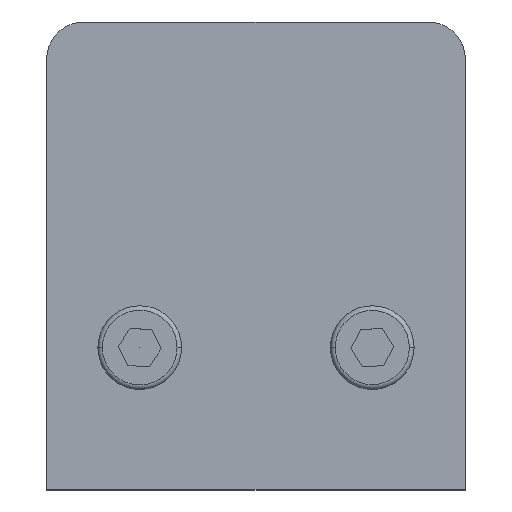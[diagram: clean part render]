
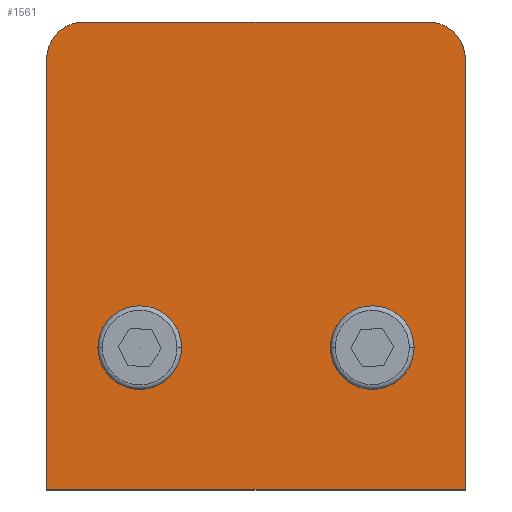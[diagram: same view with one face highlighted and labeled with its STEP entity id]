
A CAD part, top view. The second image highlights one B-rep face of the part: STEP entity #1561.
In plain terms, the highlighted planar face has unit normal (0, 0, 1).
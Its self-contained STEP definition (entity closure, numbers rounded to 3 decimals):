
#26 = DIRECTION ( 'NONE',  ( 0., 1., 0. ) ) ;
#77 = EDGE_CURVE ( 'NONE', #3183, #2686, #1217, .T. ) ;
#80 = CARTESIAN_POINT ( 'NONE',  ( 22.5, -12.759, 20.75 ) ) ;
#96 = AXIS2_PLACEMENT_3D ( 'NONE', #1856, #3484, #1197 ) ;
#118 = VERTEX_POINT ( 'NONE', #1023 ) ;
#230 = CARTESIAN_POINT ( 'NONE',  ( 22.5, 37.5, 20.75 ) ) ;
#256 = VERTEX_POINT ( 'NONE', #2930 ) ;
#364 = DIRECTION ( 'NONE',  ( 0., 0., 1. ) ) ;
#374 = ORIENTED_EDGE ( 'NONE', *, *, #77, .F. ) ;
#477 = DIRECTION ( 'NONE',  ( 0., 0., -1. ) ) ;
#514 = CARTESIAN_POINT ( 'NONE',  ( -42.5, -12.759, 20.75 ) ) ;
#578 = EDGE_CURVE ( 'NONE', #878, #3635, #1149, .T. ) ;
#580 = DIRECTION ( 'NONE',  ( 0., 1., 0. ) ) ;
#593 = FACE_BOUND ( 'NONE', #2055, .T. ) ;
#628 = AXIS2_PLACEMENT_3D ( 'NONE', #2012, #1774, #580 ) ;
#683 = VECTOR ( 'NONE', #2690, 1000. ) ;
#740 = VERTEX_POINT ( 'NONE', #80 ) ;
#754 = VERTEX_POINT ( 'NONE', #901 ) ;
#784 = DIRECTION ( 'NONE',  ( 0., 0., 1. ) ) ;
#789 = VERTEX_POINT ( 'NONE', #2195 ) ;
#805 = DIRECTION ( 'NONE',  ( -1., 0., 0. ) ) ;
#875 = CARTESIAN_POINT ( 'NONE',  ( 22.5, 37.5, 20.75 ) ) ;
#878 = VERTEX_POINT ( 'NONE', #1595 ) ;
#901 = CARTESIAN_POINT ( 'NONE',  ( 22.5, 33.5, 20.75 ) ) ;
#913 = VECTOR ( 'NONE', #2807, 1000. ) ;
#915 = EDGE_LOOP ( 'NONE', ( #3248, #374 ) ) ;
#935 = CARTESIAN_POINT ( 'NONE',  ( -12.5, 2.5, 20.75 ) ) ;
#992 = CIRCLE ( 'NONE', #1474, 4. ) ;
#1023 = CARTESIAN_POINT ( 'NONE',  ( -22.5, 33.5, 20.75 ) ) ;
#1030 = FACE_OUTER_BOUND ( 'NONE', #1734, .T. ) ;
#1046 = EDGE_CURVE ( 'NONE', #3635, #118, #2611, .T. ) ;
#1051 = CARTESIAN_POINT ( 'NONE',  ( 18.5, 33.5, 20.75 ) ) ;
#1084 = EDGE_CURVE ( 'NONE', #789, #3448, #2500, .T. ) ;
#1149 = LINE ( 'NONE', #2239, #2575 ) ;
#1153 = PLANE ( 'NONE',  #1604 ) ;
#1197 = DIRECTION ( 'NONE',  ( 1., 0., 0. ) ) ;
#1201 = EDGE_CURVE ( 'NONE', #754, #740, #2815, .T. ) ;
#1217 = CIRCLE ( 'NONE', #3146, 4.5 ) ;
#1266 = ORIENTED_EDGE ( 'NONE', *, *, #3115, .T. ) ;
#1377 = ORIENTED_EDGE ( 'NONE', *, *, #1084, .F. ) ;
#1419 = AXIS2_PLACEMENT_3D ( 'NONE', #935, #364, #2650 ) ;
#1474 = AXIS2_PLACEMENT_3D ( 'NONE', #1051, #2786, #26 ) ;
#1512 = EDGE_CURVE ( 'NONE', #754, #878, #992, .T. ) ;
#1561 = ADVANCED_FACE ( 'NONE', ( #593, #3070, #1030 ), #1153, .F. ) ;
#1595 = CARTESIAN_POINT ( 'NONE',  ( 18.5, 37.5, 20.75 ) ) ;
#1604 = AXIS2_PLACEMENT_3D ( 'NONE', #875, #477, #2028 ) ;
#1734 = EDGE_LOOP ( 'NONE', ( #1924, #1266, #2343, #2243, #2109, #2985 ) ) ;
#1774 = DIRECTION ( 'NONE',  ( 0., 0., 1. ) ) ;
#1856 = CARTESIAN_POINT ( 'NONE',  ( -12.5, 2.5, 20.75 ) ) ;
#1898 = CARTESIAN_POINT ( 'NONE',  ( 12.5, 2.5, 20.75 ) ) ;
#1924 = ORIENTED_EDGE ( 'NONE', *, *, #2927, .T. ) ;
#1974 = DIRECTION ( 'NONE',  ( 1., 0., 0. ) ) ;
#2012 = CARTESIAN_POINT ( 'NONE',  ( -18.5, 33.5, 20.75 ) ) ;
#2028 = DIRECTION ( 'NONE',  ( 0., 1., 0. ) ) ;
#2042 = CARTESIAN_POINT ( 'NONE',  ( 8., 2.5, 20.75 ) ) ;
#2055 = EDGE_LOOP ( 'NONE', ( #2351, #1377 ) ) ;
#2068 = CARTESIAN_POINT ( 'NONE',  ( -22.5, 37.5, 20.75 ) ) ;
#2109 = ORIENTED_EDGE ( 'NONE', *, *, #578, .T. ) ;
#2195 = CARTESIAN_POINT ( 'NONE',  ( -17., 2.5, 20.75 ) ) ;
#2236 = CARTESIAN_POINT ( 'NONE',  ( 12.5, 2.5, 20.75 ) ) ;
#2239 = CARTESIAN_POINT ( 'NONE',  ( 22.5, 37.5, 20.75 ) ) ;
#2243 = ORIENTED_EDGE ( 'NONE', *, *, #1512, .T. ) ;
#2343 = ORIENTED_EDGE ( 'NONE', *, *, #1201, .F. ) ;
#2351 = ORIENTED_EDGE ( 'NONE', *, *, #2883, .F. ) ;
#2500 = CIRCLE ( 'NONE', #1419, 4.5 ) ;
#2516 = DIRECTION ( 'NONE',  ( 0., -1., 0. ) ) ;
#2560 = VECTOR ( 'NONE', #2516, 1000. ) ;
#2575 = VECTOR ( 'NONE', #805, 1000. ) ;
#2611 = CIRCLE ( 'NONE', #628, 4. ) ;
#2650 = DIRECTION ( 'NONE',  ( 1., 0., 0. ) ) ;
#2669 = CIRCLE ( 'NONE', #96, 4.5 ) ;
#2686 = VERTEX_POINT ( 'NONE', #3303 ) ;
#2690 = DIRECTION ( 'NONE',  ( 0., -1., 0. ) ) ;
#2740 = DIRECTION ( 'NONE',  ( 1., 0., 0. ) ) ;
#2786 = DIRECTION ( 'NONE',  ( 0., 0., 1. ) ) ;
#2807 = DIRECTION ( 'NONE',  ( 1., 0., 0. ) ) ;
#2815 = LINE ( 'NONE', #230, #2560 ) ;
#2883 = EDGE_CURVE ( 'NONE', #3448, #789, #2669, .T. ) ;
#2896 = AXIS2_PLACEMENT_3D ( 'NONE', #2236, #3388, #1974 ) ;
#2927 = EDGE_CURVE ( 'NONE', #118, #256, #3523, .T. ) ;
#2930 = CARTESIAN_POINT ( 'NONE',  ( -22.5, -12.759, 20.75 ) ) ;
#2985 = ORIENTED_EDGE ( 'NONE', *, *, #1046, .T. ) ;
#3070 = FACE_BOUND ( 'NONE', #915, .T. ) ;
#3088 = LINE ( 'NONE', #514, #913 ) ;
#3115 = EDGE_CURVE ( 'NONE', #256, #740, #3088, .T. ) ;
#3146 = AXIS2_PLACEMENT_3D ( 'NONE', #1898, #784, #2740 ) ;
#3183 = VERTEX_POINT ( 'NONE', #2042 ) ;
#3248 = ORIENTED_EDGE ( 'NONE', *, *, #3443, .F. ) ;
#3264 = CIRCLE ( 'NONE', #2896, 4.5 ) ;
#3303 = CARTESIAN_POINT ( 'NONE',  ( 17., 2.5, 20.75 ) ) ;
#3388 = DIRECTION ( 'NONE',  ( 0., 0., 1. ) ) ;
#3443 = EDGE_CURVE ( 'NONE', #2686, #3183, #3264, .T. ) ;
#3448 = VERTEX_POINT ( 'NONE', #3688 ) ;
#3484 = DIRECTION ( 'NONE',  ( 0., 0., 1. ) ) ;
#3523 = LINE ( 'NONE', #2068, #683 ) ;
#3545 = CARTESIAN_POINT ( 'NONE',  ( -18.5, 37.5, 20.75 ) ) ;
#3635 = VERTEX_POINT ( 'NONE', #3545 ) ;
#3688 = CARTESIAN_POINT ( 'NONE',  ( -8., 2.5, 20.75 ) ) ;
